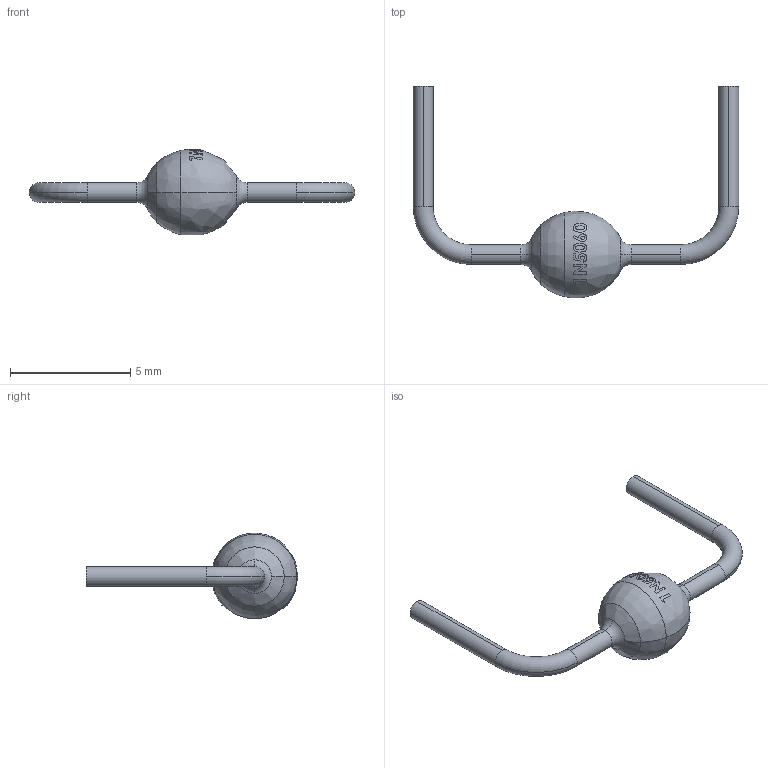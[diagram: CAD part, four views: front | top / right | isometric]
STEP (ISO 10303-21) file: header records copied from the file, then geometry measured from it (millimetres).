
FILE_DESCRIPTION (( 'STEP AP214' ), '1' );
FILE_NAME ('User Library-Diodo 1N5060 (Pitch 500mils).STEP', '2019-01-22T19:50:37', ( '' ), ( '' ), 'SwSTEP 2.0', 'SolidWorks 2018', '' );
FILE_SCHEMA (( 'AUTOMOTIVE_DESIGN' ));
Length unit declared in the file: millimetre
Products named in the file (1): User Library-Diodo 1N5060 (Pitch 500mils)
Bounding box: 13.52 x 8.8 x 3.55 mm (x, y, z)
Volume: 38.4 mm3; surface area: 97.8 mm2
Topology: 1 solids, 1 shells, 33 faces, 120 edges, 98 vertices
Faces by surface type: bspline 15, torus 8, cylinder 8, plane 2
Entity records: 2167 total; most frequent: CARTESIAN_POINT 868, ORIENTED_EDGE 240, DIRECTION 154, EDGE_CURVE 120, VERTEX_POINT 98, AXIS2_PLACEMENT_3D 73, CIRCLE 54, B_SPLINE_CURVE_WITH_KNOTS 52
